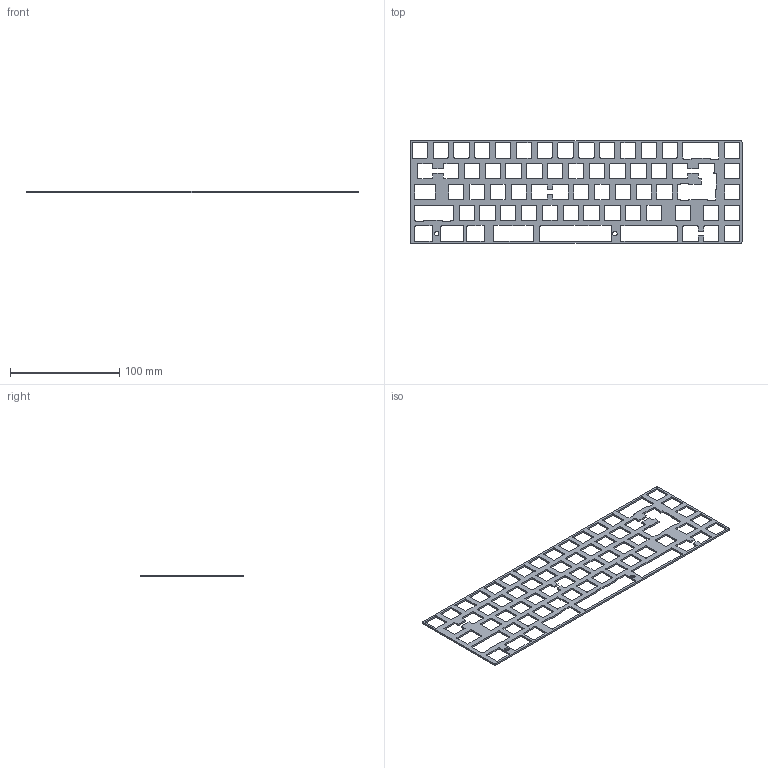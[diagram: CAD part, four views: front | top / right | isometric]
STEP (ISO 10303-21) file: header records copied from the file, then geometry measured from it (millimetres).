
FILE_DESCRIPTION(('KiCad electronic assembly'),'2;1');
FILE_NAME('Plate.step','2021-12-23T09:17:52',('An Author'),('A Company') ,'Open CASCADE STEP processor 6.9','KiCad to STEP converter','Unknown' );
FILE_SCHEMA(('AUTOMOTIVE_DESIGN { 1 0 10303 214 1 1 1 1 }'));
Length unit declared in the file: millimetre
Products named in the file (2): Open CASCADE STEP translator 6.9 1; COMPOUND
Assembly tree (1 placements, depth 2):
  Open CASCADE STEP translator 6.9 1
    COMPOUND
Bounding box: 303.75 x 94.2 x 1.6 mm (x, y, z)
Volume: 19968.4 mm3; surface area: 32850.5 mm2
Topology: 1 solids, 1 shells, 627 faces, 1875 edges, 1250 vertices
Faces by surface type: plane 336, cylinder 291
Full cylindrical faces by diameter (mm): 4 x2
Entity records: 45909 total; most frequent: CARTESIAN_POINT 7504, DIRECTION 7465, LINE 4461, VECTOR 4461, ORIENTED_EDGE 3750, PCURVE 3750, DEFINITIONAL_REPRESENTATION 3750, EDGE_CURVE 1875
